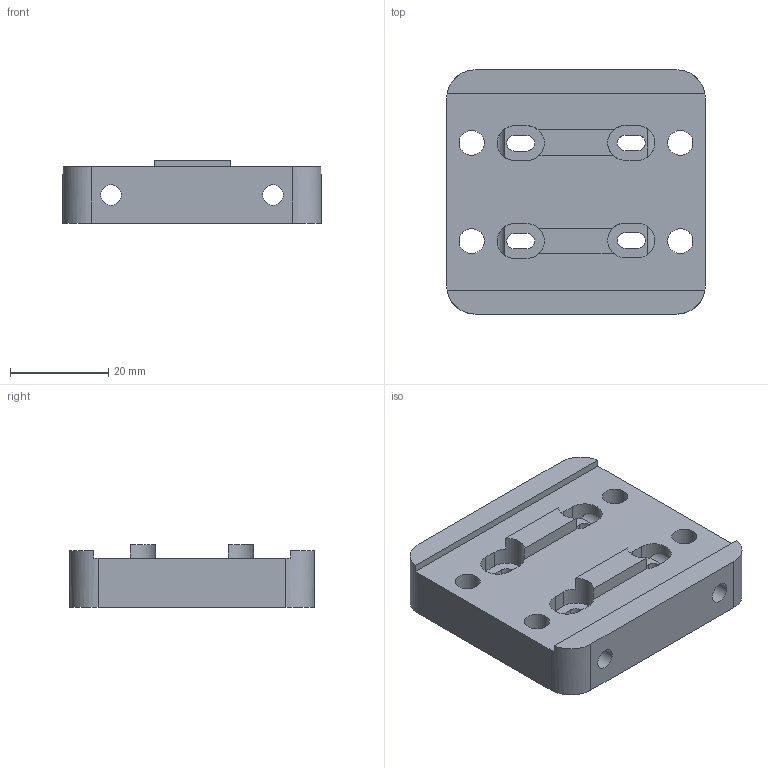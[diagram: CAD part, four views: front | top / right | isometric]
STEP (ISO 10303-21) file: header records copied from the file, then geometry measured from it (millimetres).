
FILE_DESCRIPTION(/* description */ (''),/* implementation_level */ '2;1');
FILE_NAME(/* name */ 'fff3c334-2c25-46b7-880f-ad5f63191aac.stp',/* time_stamp */ '2016-03-13T08:46:56+00:00',/* author */ (''),/* organization */ (''),/* preprocessor_version */ 'ST-DEVELOPER v16.2',/* originating_system */ 'Autodesk Translation Framework v4.3.0.3010',/* authorisation */ '');
FILE_SCHEMA (('AUTOMOTIVE_DESIGN { 1 0 10303 214 3 1 1 }'));
Length unit declared in the file: centimetre
Products named in the file (2): HWIN SINGLE.f3d v15; HWIN SINGLE
Assembly tree (1 placements, depth 2):
  HWIN SINGLE.f3d v15
    HWIN SINGLE
Bounding box: 52.65 x 49.75 x 12.7 mm (x, y, z)
Volume: 23632.4 mm3; surface area: 9980.1 mm2
Topology: 1 solids, 1 shells, 62 faces, 188 edges, 126 vertices
Faces by surface type: plane 36, cylinder 26
Full cylindrical faces by diameter (mm): 4.2 x2, 5.1 x4
Entity records: 2250 total; most frequent: CARTESIAN_POINT 439, DIRECTION 374, ORIENTED_EDGE 360, EDGE_CURVE 180, AXIS2_PLACEMENT_3D 133, VERTEX_POINT 124, LINE 108, VECTOR 108
